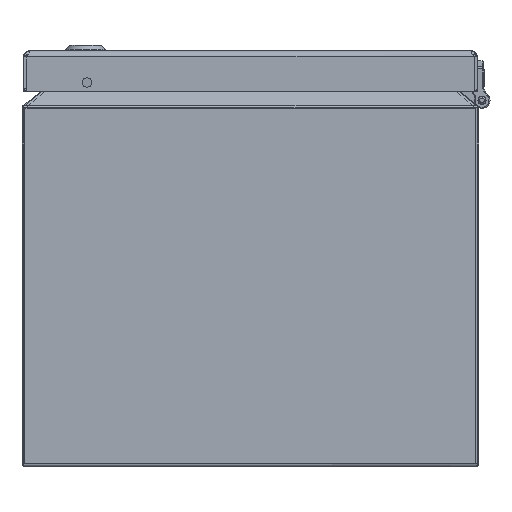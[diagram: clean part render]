
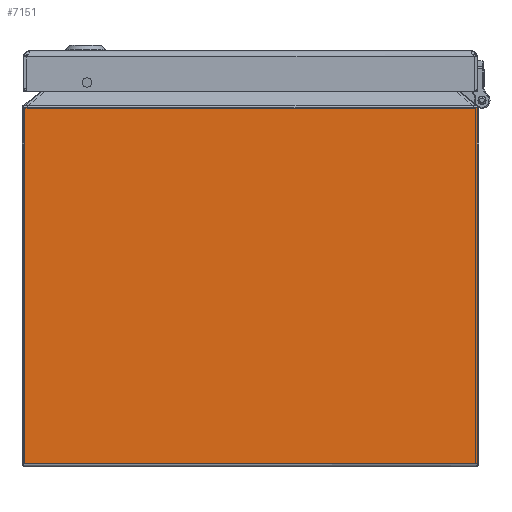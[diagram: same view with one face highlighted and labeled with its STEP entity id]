
A CAD part, left-side view. The second image highlights one B-rep face of the part: STEP entity #7151.
In plain terms, the highlighted planar face has unit normal (-1, 0, 0).
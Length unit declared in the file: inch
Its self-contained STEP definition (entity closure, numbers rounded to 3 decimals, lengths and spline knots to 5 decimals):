
#4046 = CARTESIAN_POINT ( 'NONE',  ( -23.85, 8.81992, -1.10002 ) ) ;
#4714 = CARTESIAN_POINT ( 'NONE',  ( -23.85, 8.81992, -8.13506 ) ) ;
#6984 = VECTOR ( 'NONE', #60831, 39.37008 ) ;
#7151 = ADVANCED_FACE ( 'NONE', ( #80754 ), #53199, .F. ) ;
#8738 = ORIENTED_EDGE ( 'NONE', *, *, #40534, .F. ) ;
#9101 = VERTEX_POINT ( 'NONE', #16491 ) ;
#9985 = CARTESIAN_POINT ( 'NONE',  ( -23.85, -0.12008, -1.10002 ) ) ;
#13957 = EDGE_CURVE ( 'NONE', #79404, #82707, #23295, .T. ) ;
#14722 = DIRECTION ( 'NONE',  ( 0., 1., 0. ) ) ;
#16491 = CARTESIAN_POINT ( 'NONE',  ( -23.85, -0.12008, -8.13506 ) ) ;
#17716 = VECTOR ( 'NONE', #81989, 39.37008 ) ;
#23295 = LINE ( 'NONE', #56326, #50489 ) ;
#37174 = VECTOR ( 'NONE', #14722, 39.37008 ) ;
#40137 = CARTESIAN_POINT ( 'NONE',  ( -23.85, -0.12008, -8.13506 ) ) ;
#40534 = EDGE_CURVE ( 'NONE', #82707, #9101, #68012, .T. ) ;
#41429 = EDGE_CURVE ( 'NONE', #70370, #79404, #62069, .T. ) ;
#46392 = ORIENTED_EDGE ( 'NONE', *, *, #13957, .F. ) ;
#46922 = LINE ( 'NONE', #40137, #37174 ) ;
#47698 = DIRECTION ( 'NONE',  ( 0., 1., 0. ) ) ;
#50489 = VECTOR ( 'NONE', #82202, 39.37008 ) ;
#53199 = PLANE ( 'NONE',  #68436 ) ;
#56326 = CARTESIAN_POINT ( 'NONE',  ( -23.85, -0.12008, -1.1236 ) ) ;
#60831 = DIRECTION ( 'NONE',  ( 0., 0., 1. ) ) ;
#61233 = CARTESIAN_POINT ( 'NONE',  ( -23.85, -0.12008, -1.1236 ) ) ;
#62069 = LINE ( 'NONE', #4046, #6984 ) ;
#64200 = ORIENTED_EDGE ( 'NONE', *, *, #69481, .F. ) ;
#65269 = CARTESIAN_POINT ( 'NONE',  ( -23.85, 8.81992, -1.1236 ) ) ;
#68012 = LINE ( 'NONE', #9985, #17716 ) ;
#68436 = AXIS2_PLACEMENT_3D ( 'NONE', #80326, #79909, #47698 ) ;
#69481 = EDGE_CURVE ( 'NONE', #9101, #70370, #46922, .T. ) ;
#70370 = VERTEX_POINT ( 'NONE', #4714 ) ;
#76344 = ORIENTED_EDGE ( 'NONE', *, *, #41429, .F. ) ;
#79404 = VERTEX_POINT ( 'NONE', #65269 ) ;
#79909 = DIRECTION ( 'NONE',  ( 1., 0., 0. ) ) ;
#80326 = CARTESIAN_POINT ( 'NONE',  ( -23.85, -0.12008, -1.10002 ) ) ;
#80754 = FACE_OUTER_BOUND ( 'NONE', #81484, .T. ) ;
#81484 = EDGE_LOOP ( 'NONE', ( #8738, #46392, #76344, #64200 ) ) ;
#81989 = DIRECTION ( 'NONE',  ( 0., 0., -1. ) ) ;
#82202 = DIRECTION ( 'NONE',  ( 0., -1., 0. ) ) ;
#82707 = VERTEX_POINT ( 'NONE', #61233 ) ;
